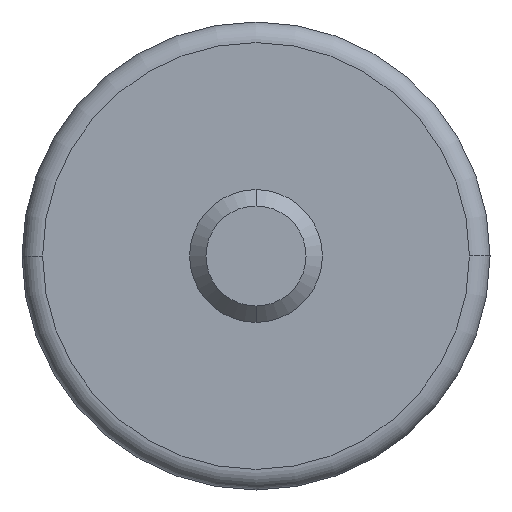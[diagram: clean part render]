
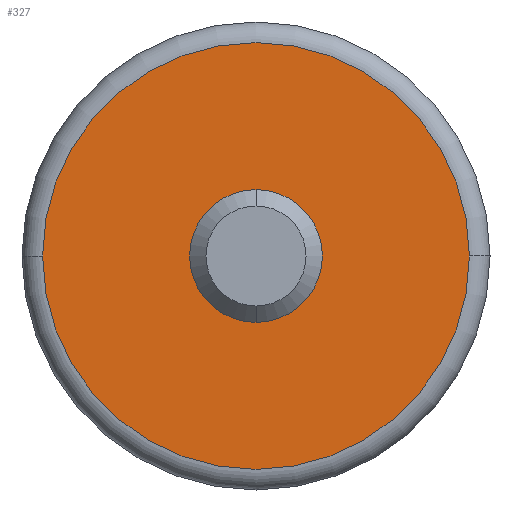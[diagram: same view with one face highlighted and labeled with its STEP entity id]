
A CAD part, front view. The second image highlights one B-rep face of the part: STEP entity #327.
In plain terms, the highlighted planar face has unit normal (0, -1, 0).
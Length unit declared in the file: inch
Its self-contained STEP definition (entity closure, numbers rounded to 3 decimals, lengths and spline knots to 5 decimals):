
#4 = VERTEX_POINT ( 'NONE', #841 ) ;
#10 = CARTESIAN_POINT ( 'NONE',  ( 0.19, 0., 0. ) ) ;
#18 = DIRECTION ( 'NONE',  ( -1., 0., 0. ) ) ;
#24 = DIRECTION ( 'NONE',  ( 0., -1., 0. ) ) ;
#34 = EDGE_CURVE ( 'NONE', #192, #476, #737, .T. ) ;
#37 = CARTESIAN_POINT ( 'NONE',  ( 0.095, 0., 0. ) ) ;
#46 = DIRECTION ( 'NONE',  ( -1., 0., 0. ) ) ;
#60 = EDGE_CURVE ( 'NONE', #4, #760, #879, .T. ) ;
#77 = CARTESIAN_POINT ( 'NONE',  ( -0.21012, 0., 0. ) ) ;
#83 = CARTESIAN_POINT ( 'NONE',  ( 0., 0., 0. ) ) ;
#85 = ORIENTED_EDGE ( 'NONE', *, *, #34, .T. ) ;
#112 = ORIENTED_EDGE ( 'NONE', *, *, #534, .T. ) ;
#128 = AXIS2_PLACEMENT_3D ( 'NONE', #37, #303, #46 ) ;
#192 = VERTEX_POINT ( 'NONE', #729 ) ;
#237 = EDGE_LOOP ( 'NONE', ( #506, #85 ) ) ;
#265 = CARTESIAN_POINT ( 'NONE',  ( 0.095, 0., 0. ) ) ;
#288 = DIRECTION ( 'NONE',  ( -1., 0., 0. ) ) ;
#299 = CARTESIAN_POINT ( 'NONE',  ( 0.095, 0., 0. ) ) ;
#303 = DIRECTION ( 'NONE',  ( 0., 1., 0. ) ) ;
#316 = CIRCLE ( 'NONE', #128, 0.095 ) ;
#327 = ADVANCED_FACE ( 'NONE', ( #478, #500 ), #716, .F. ) ;
#379 = DIRECTION ( 'NONE',  ( -1., 0., 0. ) ) ;
#383 = CARTESIAN_POINT ( 'NONE',  ( 0.095, 0., 0. ) ) ;
#418 = AXIS2_PLACEMENT_3D ( 'NONE', #83, #496, #18 ) ;
#464 = DIRECTION ( 'NONE',  ( -1., 0., 0. ) ) ;
#476 = VERTEX_POINT ( 'NONE', #77 ) ;
#478 = FACE_OUTER_BOUND ( 'NONE', #237, .T. ) ;
#479 = CIRCLE ( 'NONE', #594, 0.30512 ) ;
#483 = AXIS2_PLACEMENT_3D ( 'NONE', #383, #855, #379 ) ;
#496 = DIRECTION ( 'NONE',  ( 0., 1., 0. ) ) ;
#500 = FACE_BOUND ( 'NONE', #604, .T. ) ;
#506 = ORIENTED_EDGE ( 'NONE', *, *, #641, .T. ) ;
#534 = EDGE_CURVE ( 'NONE', #760, #4, #316, .T. ) ;
#536 = DIRECTION ( 'NONE',  ( 0., -1., 0. ) ) ;
#564 = AXIS2_PLACEMENT_3D ( 'NONE', #299, #24, #288 ) ;
#584 = ORIENTED_EDGE ( 'NONE', *, *, #60, .T. ) ;
#594 = AXIS2_PLACEMENT_3D ( 'NONE', #265, #536, #464 ) ;
#604 = EDGE_LOOP ( 'NONE', ( #584, #112 ) ) ;
#641 = EDGE_CURVE ( 'NONE', #476, #192, #479, .T. ) ;
#716 = PLANE ( 'NONE',  #418 ) ;
#729 = CARTESIAN_POINT ( 'NONE',  ( 0.40012, 0., 0. ) ) ;
#737 = CIRCLE ( 'NONE', #564, 0.30512 ) ;
#760 = VERTEX_POINT ( 'NONE', #10 ) ;
#841 = CARTESIAN_POINT ( 'NONE',  ( 0., 0., 0. ) ) ;
#855 = DIRECTION ( 'NONE',  ( 0., 1., 0. ) ) ;
#879 = CIRCLE ( 'NONE', #483, 0.095 ) ;
